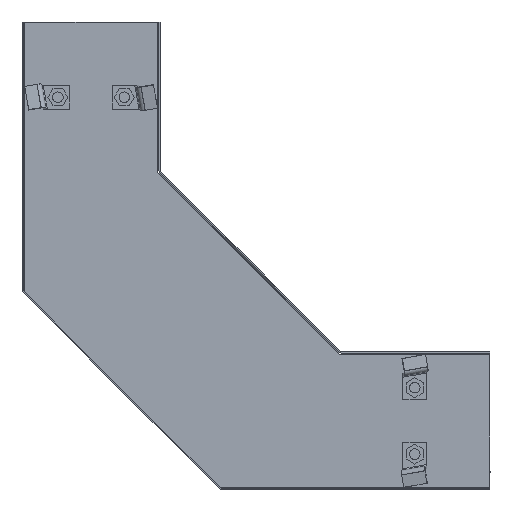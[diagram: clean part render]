
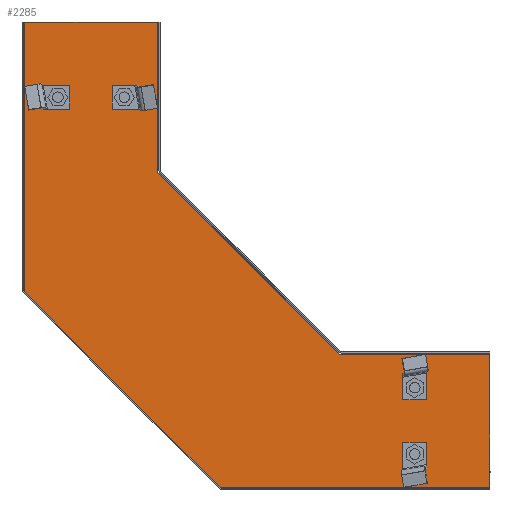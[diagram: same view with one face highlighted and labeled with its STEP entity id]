
A CAD part, front view. The second image highlights one B-rep face of the part: STEP entity #2285.
In plain terms, the highlighted planar face has unit normal (0, -1, 0).
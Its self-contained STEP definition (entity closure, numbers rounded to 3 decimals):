
#14 = VERTEX_POINT ( 'NONE', #1773 ) ;
#33 = VERTEX_POINT ( 'NONE', #745 ) ;
#42 = CARTESIAN_POINT ( 'NONE',  ( 25., -1., -56.5 ) ) ;
#70 = EDGE_CURVE ( 'NONE', #3108, #14, #4111, .T. ) ;
#160 = DIRECTION ( 'NONE',  ( 0., -1., 0. ) ) ;
#166 = EDGE_LOOP ( 'NONE', ( #3807, #3053, #1373, #1473, #1185, #4812, #3400, #3443 ) ) ;
#188 = EDGE_CURVE ( 'NONE', #1874, #349, #3721, .T. ) ;
#242 = CARTESIAN_POINT ( 'NONE',  ( 293.5, -1., -275. ) ) ;
#254 = CARTESIAN_POINT ( 'NONE',  ( 0., -1., -203. ) ) ;
#307 = VECTOR ( 'NONE', #4511, 1000. ) ;
#309 = DIRECTION ( 'NONE',  ( 0., 0., 1. ) ) ;
#348 = FACE_BOUND ( 'NONE', #3307, .T. ) ;
#349 = VERTEX_POINT ( 'NONE', #1273 ) ;
#353 = CARTESIAN_POINT ( 'NONE',  ( 100., -1., 0. ) ) ;
#476 = ORIENTED_EDGE ( 'NONE', *, *, #3199, .T. ) ;
#481 = VERTEX_POINT ( 'NONE', #4358 ) ;
#534 = DIRECTION ( 'NONE',  ( 0., 0., -1. ) ) ;
#537 = VERTEX_POINT ( 'NONE', #999 ) ;
#549 = CIRCLE ( 'NONE', #2214, 8.25 ) ;
#656 = DIRECTION ( 'NONE',  ( 0., 0., 1. ) ) ;
#658 = LINE ( 'NONE', #4598, #2933 ) ;
#702 = EDGE_CURVE ( 'NONE', #2413, #2288, #1264, .T. ) ;
#722 = ORIENTED_EDGE ( 'NONE', *, *, #70, .T. ) ;
#723 = CARTESIAN_POINT ( 'NONE',  ( 293.5, -1., -325. ) ) ;
#727 = DIRECTION ( 'NONE',  ( 0., 1., 0. ) ) ;
#745 = CARTESIAN_POINT ( 'NONE',  ( 75., -1., -48.25 ) ) ;
#784 = CARTESIAN_POINT ( 'NONE',  ( 237., -1., -250. ) ) ;
#861 = CARTESIAN_POINT ( 'NONE',  ( 75., -1., -56.5 ) ) ;
#900 = EDGE_CURVE ( 'NONE', #4016, #3931, #3899, .T. ) ;
#912 = ORIENTED_EDGE ( 'NONE', *, *, #188, .T. ) ;
#956 = CARTESIAN_POINT ( 'NONE',  ( 147., -1., -350. ) ) ;
#978 = CARTESIAN_POINT ( 'NONE',  ( 0., -1., 0. ) ) ;
#999 = CARTESIAN_POINT ( 'NONE',  ( 147., -1., -350. ) ) ;
#1005 = VECTOR ( 'NONE', #4292, 1000. ) ;
#1118 = EDGE_CURVE ( 'NONE', #14, #3108, #4470, .T. ) ;
#1185 = ORIENTED_EDGE ( 'NONE', *, *, #1924, .F. ) ;
#1257 = DIRECTION ( 'NONE',  ( 0., 0., -1. ) ) ;
#1264 = LINE ( 'NONE', #1870, #1005 ) ;
#1266 = LINE ( 'NONE', #4531, #307 ) ;
#1268 = DIRECTION ( 'NONE',  ( 0., 0., 1. ) ) ;
#1273 = CARTESIAN_POINT ( 'NONE',  ( 25., -1., -48.25 ) ) ;
#1373 = ORIENTED_EDGE ( 'NONE', *, *, #2799, .F. ) ;
#1434 = CIRCLE ( 'NONE', #2897, 8.25 ) ;
#1471 = AXIS2_PLACEMENT_3D ( 'NONE', #723, #3132, #309 ) ;
#1473 = ORIENTED_EDGE ( 'NONE', *, *, #3312, .F. ) ;
#1552 = EDGE_CURVE ( 'NONE', #2575, #1892, #549, .T. ) ;
#1640 = LINE ( 'NONE', #2053, #2700 ) ;
#1661 = VERTEX_POINT ( 'NONE', #353 ) ;
#1754 = CARTESIAN_POINT ( 'NONE',  ( 25., -1., -56.5 ) ) ;
#1773 = CARTESIAN_POINT ( 'NONE',  ( 293.5, -1., -316.75 ) ) ;
#1826 = CIRCLE ( 'NONE', #5189, 8.25 ) ;
#1854 = LINE ( 'NONE', #956, #5075 ) ;
#1870 = CARTESIAN_POINT ( 'NONE',  ( 0., -1., 0. ) ) ;
#1874 = VERTEX_POINT ( 'NONE', #3911 ) ;
#1892 = VERTEX_POINT ( 'NONE', #4297 ) ;
#1903 = DIRECTION ( 'NONE',  ( 0.707, 0., -0.707 ) ) ;
#1924 = EDGE_CURVE ( 'NONE', #3931, #481, #4035, .T. ) ;
#1926 = ORIENTED_EDGE ( 'NONE', *, *, #1118, .T. ) ;
#1964 = CARTESIAN_POINT ( 'NONE',  ( 293.5, -1., -266.75 ) ) ;
#1990 = AXIS2_PLACEMENT_3D ( 'NONE', #2168, #160, #2981 ) ;
#2043 = EDGE_LOOP ( 'NONE', ( #4645, #912 ) ) ;
#2053 = CARTESIAN_POINT ( 'NONE',  ( 100., -1., 0. ) ) ;
#2087 = ORIENTED_EDGE ( 'NONE', *, *, #3824, .T. ) ;
#2151 = DIRECTION ( 'NONE',  ( 0., 0., 1. ) ) ;
#2168 = CARTESIAN_POINT ( 'NONE',  ( 0., -1., 0. ) ) ;
#2171 = DIRECTION ( 'NONE',  ( -0.707, 0., 0.707 ) ) ;
#2214 = AXIS2_PLACEMENT_3D ( 'NONE', #242, #3070, #656 ) ;
#2222 = CIRCLE ( 'NONE', #4142, 8.25 ) ;
#2257 = CIRCLE ( 'NONE', #3902, 8.25 ) ;
#2274 = DIRECTION ( 'NONE',  ( 0., 1., 0. ) ) ;
#2285 = ADVANCED_FACE ( 'NONE', ( #348, #3568, #4636, #4520, #3437 ), #2571, .T. ) ;
#2288 = VERTEX_POINT ( 'NONE', #978 ) ;
#2324 = CARTESIAN_POINT ( 'NONE',  ( 237., -1., -250. ) ) ;
#2378 = CARTESIAN_POINT ( 'NONE',  ( 293.5, -1., -325. ) ) ;
#2413 = VERTEX_POINT ( 'NONE', #254 ) ;
#2426 = CARTESIAN_POINT ( 'NONE',  ( 100., -1., -113. ) ) ;
#2533 = CARTESIAN_POINT ( 'NONE',  ( 350., -1., -250. ) ) ;
#2571 = PLANE ( 'NONE',  #1990 ) ;
#2575 = VERTEX_POINT ( 'NONE', #1964 ) ;
#2661 = EDGE_LOOP ( 'NONE', ( #1926, #722 ) ) ;
#2700 = VECTOR ( 'NONE', #1257, 1000. ) ;
#2781 = DIRECTION ( 'NONE',  ( 0., 0., 1. ) ) ;
#2799 = EDGE_CURVE ( 'NONE', #2886, #537, #1854, .T. ) ;
#2812 = VECTOR ( 'NONE', #4730, 1000. ) ;
#2838 = EDGE_CURVE ( 'NONE', #537, #2413, #658, .T. ) ;
#2886 = VERTEX_POINT ( 'NONE', #3002 ) ;
#2897 = AXIS2_PLACEMENT_3D ( 'NONE', #1754, #4573, #2151 ) ;
#2914 = DIRECTION ( 'NONE',  ( -1., 0., 0. ) ) ;
#2933 = VECTOR ( 'NONE', #2171, 1000. ) ;
#2969 = AXIS2_PLACEMENT_3D ( 'NONE', #2378, #5199, #2781 ) ;
#2981 = DIRECTION ( 'NONE',  ( 0., 0., -1. ) ) ;
#3002 = CARTESIAN_POINT ( 'NONE',  ( 350., -1., -350. ) ) ;
#3053 = ORIENTED_EDGE ( 'NONE', *, *, #2838, .F. ) ;
#3070 = DIRECTION ( 'NONE',  ( 0., 1., 0. ) ) ;
#3089 = CARTESIAN_POINT ( 'NONE',  ( 293.5, -1., -333.25 ) ) ;
#3108 = VERTEX_POINT ( 'NONE', #3089 ) ;
#3132 = DIRECTION ( 'NONE',  ( 0., 1., 0. ) ) ;
#3134 = CARTESIAN_POINT ( 'NONE',  ( 293.5, -1., -275. ) ) ;
#3199 = EDGE_CURVE ( 'NONE', #4514, #33, #2222, .T. ) ;
#3307 = EDGE_LOOP ( 'NONE', ( #4929, #476 ) ) ;
#3312 = EDGE_CURVE ( 'NONE', #481, #2886, #3348, .T. ) ;
#3348 = LINE ( 'NONE', #2533, #4552 ) ;
#3400 = ORIENTED_EDGE ( 'NONE', *, *, #4056, .F. ) ;
#3437 = FACE_OUTER_BOUND ( 'NONE', #166, .T. ) ;
#3443 = ORIENTED_EDGE ( 'NONE', *, *, #4125, .F. ) ;
#3536 = DIRECTION ( 'NONE',  ( 0., 0., 1. ) ) ;
#3568 = FACE_BOUND ( 'NONE', #2043, .T. ) ;
#3643 = CARTESIAN_POINT ( 'NONE',  ( 75., -1., -64.75 ) ) ;
#3645 = AXIS2_PLACEMENT_3D ( 'NONE', #42, #4393, #4794 ) ;
#3676 = DIRECTION ( 'NONE',  ( 0., 1., 0. ) ) ;
#3721 = CIRCLE ( 'NONE', #3645, 8.25 ) ;
#3775 = VECTOR ( 'NONE', #1903, 1000. ) ;
#3807 = ORIENTED_EDGE ( 'NONE', *, *, #702, .F. ) ;
#3824 = EDGE_CURVE ( 'NONE', #1892, #2575, #1826, .T. ) ;
#3899 = LINE ( 'NONE', #4553, #3775 ) ;
#3902 = AXIS2_PLACEMENT_3D ( 'NONE', #4691, #2274, #5112 ) ;
#3911 = CARTESIAN_POINT ( 'NONE',  ( 25., -1., -64.75 ) ) ;
#3931 = VERTEX_POINT ( 'NONE', #784 ) ;
#4016 = VERTEX_POINT ( 'NONE', #2426 ) ;
#4035 = LINE ( 'NONE', #2324, #2812 ) ;
#4056 = EDGE_CURVE ( 'NONE', #1661, #4016, #1640, .T. ) ;
#4111 = CIRCLE ( 'NONE', #1471, 8.25 ) ;
#4125 = EDGE_CURVE ( 'NONE', #2288, #1661, #1266, .T. ) ;
#4139 = ORIENTED_EDGE ( 'NONE', *, *, #1552, .T. ) ;
#4142 = AXIS2_PLACEMENT_3D ( 'NONE', #861, #3676, #1268 ) ;
#4283 = EDGE_CURVE ( 'NONE', #33, #4514, #2257, .T. ) ;
#4292 = DIRECTION ( 'NONE',  ( 0., 0., 1. ) ) ;
#4297 = CARTESIAN_POINT ( 'NONE',  ( 293.5, -1., -283.25 ) ) ;
#4358 = CARTESIAN_POINT ( 'NONE',  ( 350., -1., -250. ) ) ;
#4393 = DIRECTION ( 'NONE',  ( 0., 1., 0. ) ) ;
#4466 = EDGE_LOOP ( 'NONE', ( #4139, #2087 ) ) ;
#4470 = CIRCLE ( 'NONE', #2969, 8.25 ) ;
#4511 = DIRECTION ( 'NONE',  ( 1., 0., 0. ) ) ;
#4514 = VERTEX_POINT ( 'NONE', #3643 ) ;
#4520 = FACE_BOUND ( 'NONE', #4466, .T. ) ;
#4531 = CARTESIAN_POINT ( 'NONE',  ( 0., -1., 0. ) ) ;
#4552 = VECTOR ( 'NONE', #534, 1000. ) ;
#4553 = CARTESIAN_POINT ( 'NONE',  ( 100., -1., -113. ) ) ;
#4573 = DIRECTION ( 'NONE',  ( 0., 1., 0. ) ) ;
#4598 = CARTESIAN_POINT ( 'NONE',  ( 0., -1., -203. ) ) ;
#4636 = FACE_BOUND ( 'NONE', #2661, .T. ) ;
#4645 = ORIENTED_EDGE ( 'NONE', *, *, #4713, .T. ) ;
#4691 = CARTESIAN_POINT ( 'NONE',  ( 75., -1., -56.5 ) ) ;
#4713 = EDGE_CURVE ( 'NONE', #349, #1874, #1434, .T. ) ;
#4730 = DIRECTION ( 'NONE',  ( 1., 0., 0. ) ) ;
#4794 = DIRECTION ( 'NONE',  ( 0., 0., 1. ) ) ;
#4812 = ORIENTED_EDGE ( 'NONE', *, *, #900, .F. ) ;
#4929 = ORIENTED_EDGE ( 'NONE', *, *, #4283, .T. ) ;
#5075 = VECTOR ( 'NONE', #2914, 1000. ) ;
#5112 = DIRECTION ( 'NONE',  ( 0., 0., 1. ) ) ;
#5189 = AXIS2_PLACEMENT_3D ( 'NONE', #3134, #727, #3536 ) ;
#5199 = DIRECTION ( 'NONE',  ( 0., 1., 0. ) ) ;
